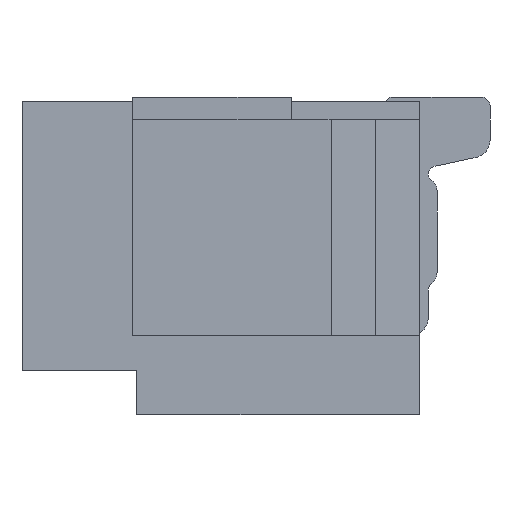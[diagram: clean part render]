
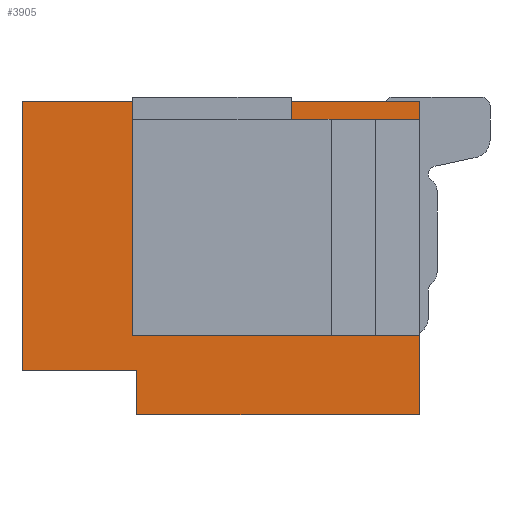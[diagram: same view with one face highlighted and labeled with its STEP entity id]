
A CAD part, left-side view. The second image highlights one B-rep face of the part: STEP entity #3905.
In plain terms, the highlighted planar face has unit normal (-1, 0, 0).
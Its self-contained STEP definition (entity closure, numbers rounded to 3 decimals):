
#207=DIRECTION('',(0.,0.,-1.));
#208=VECTOR('',#207,2.1);
#209=CARTESIAN_POINT('',(-3.375,3.25,1.525));
#210=LINE('',#209,#208);
#211=DIRECTION('',(0.,1.,0.));
#212=VECTOR('',#211,1.8);
#213=CARTESIAN_POINT('',(-3.375,1.45,-0.575));
#214=LINE('',#213,#212);
#215=DIRECTION('',(0.,0.,1.));
#216=VECTOR('',#215,0.3);
#217=CARTESIAN_POINT('',(-3.375,1.45,-0.875));
#218=LINE('',#217,#216);
#219=DIRECTION('',(0.,1.,0.));
#220=VECTOR('',#219,1.45);
#221=CARTESIAN_POINT('',(-3.375,0.,-0.875));
#222=LINE('',#221,#220);
#223=DIRECTION('',(0.,0.,1.));
#224=VECTOR('',#223,0.9);
#225=CARTESIAN_POINT('',(-3.375,0.,-1.775));
#226=LINE('',#225,#224);
#227=DIRECTION('',(0.,-1.,0.));
#228=VECTOR('',#227,3.2);
#229=CARTESIAN_POINT('',(-3.375,3.2,-1.775));
#230=LINE('',#229,#228);
#231=DIRECTION('',(0.,0.,-1.));
#232=VECTOR('',#231,0.5);
#233=CARTESIAN_POINT('',(-3.375,3.2,-1.275));
#234=LINE('',#233,#232);
#235=DIRECTION('',(0.,-1.,0.));
#236=VECTOR('',#235,1.3);
#237=CARTESIAN_POINT('',(-3.375,4.5,-1.275));
#238=LINE('',#237,#236);
#239=DIRECTION('',(0.,0.,-1.));
#240=VECTOR('',#239,3.05);
#241=CARTESIAN_POINT('',(-3.375,4.5,1.775));
#242=LINE('',#241,#240);
#243=DIRECTION('',(0.,0.,1.));
#244=VECTOR('',#243,0.2);
#245=CARTESIAN_POINT('',(-3.375,0.,1.575));
#246=LINE('',#245,#244);
#247=DIRECTION('',(0.,-1.,0.));
#248=VECTOR('',#247,1.45);
#249=CARTESIAN_POINT('',(-3.375,1.45,1.575));
#250=LINE('',#249,#248);
#251=DIRECTION('',(0.,0.,1.));
#252=VECTOR('',#251,0.05);
#253=CARTESIAN_POINT('',(-3.375,1.45,1.525));
#254=LINE('',#253,#252);
#255=DIRECTION('',(0.,1.,0.));
#256=VECTOR('',#255,1.8);
#257=CARTESIAN_POINT('',(-3.375,1.45,1.525));
#258=LINE('',#257,#256);
#448=DIRECTION('',(0.,-1.,0.));
#449=VECTOR('',#448,4.5);
#450=CARTESIAN_POINT('',(-3.375,4.5,1.775));
#451=LINE('',#450,#449);
#3039=CARTESIAN_POINT('',(-3.375,0.,-1.775));
#3040=VERTEX_POINT('',#3039);
#3041=CARTESIAN_POINT('',(-3.375,3.2,-1.775));
#3042=VERTEX_POINT('',#3041);
#3141=CARTESIAN_POINT('',(-3.375,4.5,1.775));
#3142=VERTEX_POINT('',#3141);
#3143=CARTESIAN_POINT('',(-3.375,4.5,-1.275));
#3144=VERTEX_POINT('',#3143);
#3229=CARTESIAN_POINT('',(-3.375,3.2,-1.275));
#3230=VERTEX_POINT('',#3229);
#3253=CARTESIAN_POINT('',(-3.375,1.45,1.575));
#3254=CARTESIAN_POINT('',(-3.375,0.,1.575));
#3255=VERTEX_POINT('',#3253);
#3256=VERTEX_POINT('',#3254);
#3263=CARTESIAN_POINT('',(-3.375,0.,-0.875));
#3264=CARTESIAN_POINT('',(-3.375,1.45,-0.875));
#3265=VERTEX_POINT('',#3263);
#3266=VERTEX_POINT('',#3264);
#3297=CARTESIAN_POINT('',(-3.375,0.,1.775));
#3298=VERTEX_POINT('',#3297);
#3337=CARTESIAN_POINT('',(-3.375,1.45,-0.575));
#3339=VERTEX_POINT('',#3337);
#3341=CARTESIAN_POINT('',(-3.375,1.45,1.525));
#3342=VERTEX_POINT('',#3341);
#3351=CARTESIAN_POINT('',(-3.375,3.25,1.525));
#3352=CARTESIAN_POINT('',(-3.375,3.25,-0.575));
#3353=VERTEX_POINT('',#3351);
#3354=VERTEX_POINT('',#3352);
#3873=CARTESIAN_POINT('',(-3.375,2.25,0.));
#3874=DIRECTION('',(1.,0.,0.));
#3875=DIRECTION('',(0.,-1.,0.));
#3876=AXIS2_PLACEMENT_3D('',#3873,#3874,#3875);
#3877=PLANE('',#3876);
#3879=ORIENTED_EDGE('',*,*,#3878,.T.);
#3881=ORIENTED_EDGE('',*,*,#3880,.F.);
#3883=ORIENTED_EDGE('',*,*,#3882,.F.);
#3885=ORIENTED_EDGE('',*,*,#3884,.F.);
#3887=ORIENTED_EDGE('',*,*,#3886,.F.);
#3888=ORIENTED_EDGE('',*,*,#3524,.F.);
#3890=ORIENTED_EDGE('',*,*,#3889,.F.);
#3891=ORIENTED_EDGE('',*,*,#3864,.F.);
#3892=ORIENTED_EDGE('',*,*,#3738,.F.);
#3894=ORIENTED_EDGE('',*,*,#3893,.T.);
#3896=ORIENTED_EDGE('',*,*,#3895,.F.);
#3898=ORIENTED_EDGE('',*,*,#3897,.F.);
#3900=ORIENTED_EDGE('',*,*,#3899,.F.);
#3902=ORIENTED_EDGE('',*,*,#3901,.T.);
#3903=EDGE_LOOP('',(#3879,#3881,#3883,#3885,#3887,#3888,#3890,#3891,#3892,#3894,
#3896,#3898,#3900,#3902));
#3904=FACE_OUTER_BOUND('',#3903,.F.);
#3524=EDGE_CURVE('',#3042,#3040,#230,.T.);
#3738=EDGE_CURVE('',#3142,#3144,#242,.T.);
#3864=EDGE_CURVE('',#3144,#3230,#238,.T.);
#3878=EDGE_CURVE('',#3353,#3354,#210,.T.);
#3880=EDGE_CURVE('',#3339,#3354,#214,.T.);
#3882=EDGE_CURVE('',#3266,#3339,#218,.T.);
#3884=EDGE_CURVE('',#3265,#3266,#222,.T.);
#3886=EDGE_CURVE('',#3040,#3265,#226,.T.);
#3889=EDGE_CURVE('',#3230,#3042,#234,.T.);
#3893=EDGE_CURVE('',#3142,#3298,#451,.T.);
#3895=EDGE_CURVE('',#3256,#3298,#246,.T.);
#3897=EDGE_CURVE('',#3255,#3256,#250,.T.);
#3899=EDGE_CURVE('',#3342,#3255,#254,.T.);
#3901=EDGE_CURVE('',#3342,#3353,#258,.T.);
#3905=ADVANCED_FACE('',(#3904),#3877,.F.);
